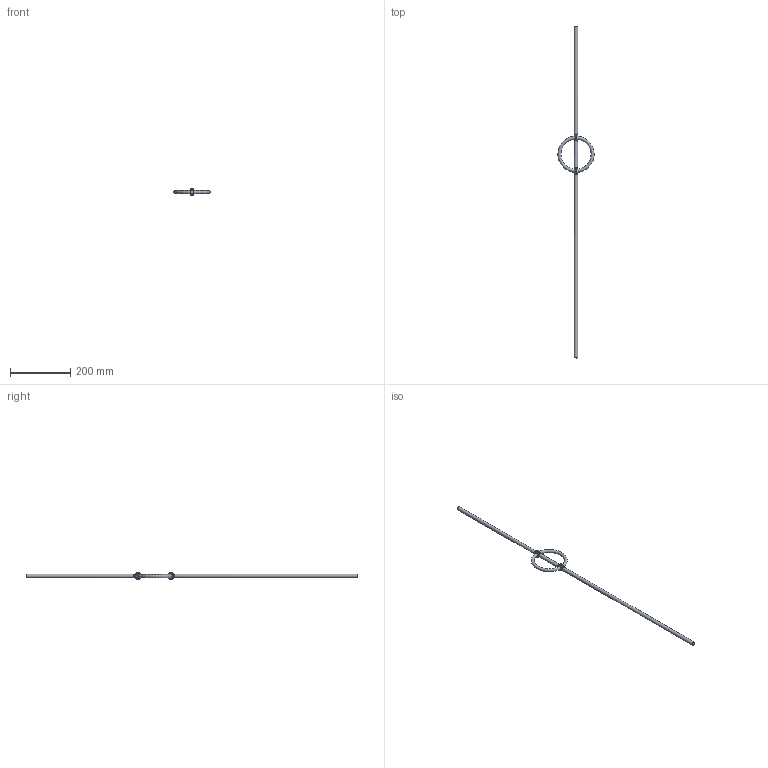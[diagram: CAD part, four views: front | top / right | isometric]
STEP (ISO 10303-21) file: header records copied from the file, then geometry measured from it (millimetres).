
FILE_DESCRIPTION (( 'STEP AP203' ), '1' );
FILE_NAME ('1413.STEP', '2022-03-15T11:38:18', ( '' ), ( '' ), 'SwSTEP 2.0', 'SolidWorks 2018', '' );
FILE_SCHEMA (( 'CONFIG_CONTROL_DESIGN' ));
Length unit declared in the file: millimetre
Products named in the file (1): 1413
Bounding box: 120 x 1100 x 21.92 mm (x, y, z)
Volume: 153399.2 mm3; surface area: 53865.1 mm2
Topology: 2 solids, 2 shells, 284 faces, 753 edges, 488 vertices
Faces by surface type: bspline 138, plane 127, torus 12, cylinder 7
Full cylindrical faces by diameter (mm): 12 x3
Entity records: 20707 total; most frequent: CARTESIAN_POINT 14711, ORIENTED_EDGE 1482, EDGE_CURVE 741, DIRECTION 726, VERTEX_POINT 483, LINE 394, VECTOR 394, B_SPLINE_CURVE_WITH_KNOTS 328
